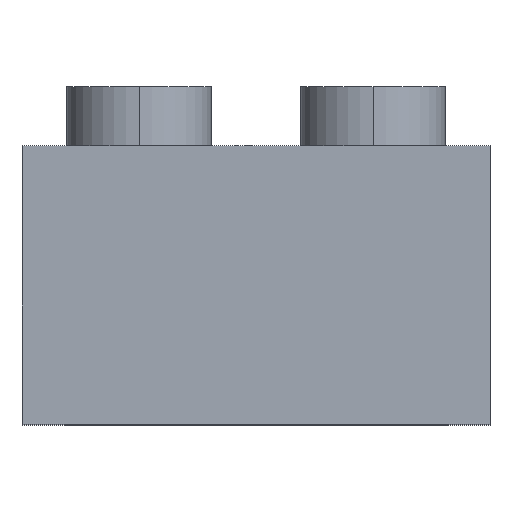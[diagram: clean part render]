
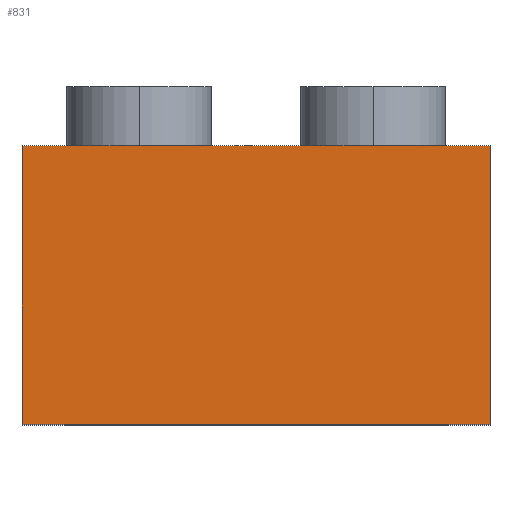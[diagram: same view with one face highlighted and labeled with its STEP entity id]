
A CAD part, top view. The second image highlights one B-rep face of the part: STEP entity #831.
In plain terms, the highlighted planar face has unit normal (0, 0, 1).
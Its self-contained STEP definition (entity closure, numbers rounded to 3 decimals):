
#7 = VECTOR ( 'NONE', #423, 1000. ) ;
#49 = VERTEX_POINT ( 'NONE', #116 ) ;
#56 = VERTEX_POINT ( 'NONE', #467 ) ;
#62 = ORIENTED_EDGE ( 'NONE', *, *, #616, .T. ) ;
#114 = VERTEX_POINT ( 'NONE', #1111 ) ;
#116 = CARTESIAN_POINT ( 'NONE',  ( 15.8, 4.7, 0. ) ) ;
#120 = DIRECTION ( 'NONE',  ( 0., -1., 0. ) ) ;
#145 = CARTESIAN_POINT ( 'NONE',  ( 0., 4.7, 0. ) ) ;
#176 = EDGE_CURVE ( 'NONE', #56, #295, #832, .T. ) ;
#185 = DIRECTION ( 'NONE',  ( 1., 0., 0. ) ) ;
#193 = CARTESIAN_POINT ( 'NONE',  ( 0., -4.7, 0. ) ) ;
#196 = PLANE ( 'NONE',  #460 ) ;
#258 = ORIENTED_EDGE ( 'NONE', *, *, #943, .F. ) ;
#295 = VERTEX_POINT ( 'NONE', #193 ) ;
#325 = ORIENTED_EDGE ( 'NONE', *, *, #176, .T. ) ;
#351 = LINE ( 'NONE', #707, #1106 ) ;
#423 = DIRECTION ( 'NONE',  ( 1., 0., 0. ) ) ;
#460 = AXIS2_PLACEMENT_3D ( 'NONE', #466, #644, #998 ) ;
#466 = CARTESIAN_POINT ( 'NONE',  ( 15.8, 4.7, 0. ) ) ;
#467 = CARTESIAN_POINT ( 'NONE',  ( 0., 4.7, 0. ) ) ;
#469 = ORIENTED_EDGE ( 'NONE', *, *, #988, .F. ) ;
#508 = VECTOR ( 'NONE', #781, 1000. ) ;
#616 = EDGE_CURVE ( 'NONE', #295, #114, #351, .T. ) ;
#641 = VECTOR ( 'NONE', #120, 1000. ) ;
#644 = DIRECTION ( 'NONE',  ( 0., 0., -1. ) ) ;
#680 = EDGE_LOOP ( 'NONE', ( #62, #469, #258, #325 ) ) ;
#707 = CARTESIAN_POINT ( 'NONE',  ( 15.8, -4.7, 0. ) ) ;
#781 = DIRECTION ( 'NONE',  ( 0., -1., 0. ) ) ;
#799 = CARTESIAN_POINT ( 'NONE',  ( 15.8, 4.7, 0. ) ) ;
#831 = ADVANCED_FACE ( 'NONE', ( #992 ), #196, .F. ) ;
#832 = LINE ( 'NONE', #145, #641 ) ;
#943 = EDGE_CURVE ( 'NONE', #56, #49, #1099, .T. ) ;
#988 = EDGE_CURVE ( 'NONE', #49, #114, #1134, .T. ) ;
#992 = FACE_OUTER_BOUND ( 'NONE', #680, .T. ) ;
#998 = DIRECTION ( 'NONE',  ( -1., 0., 0. ) ) ;
#1027 = CARTESIAN_POINT ( 'NONE',  ( 15.8, 4.7, 0. ) ) ;
#1099 = LINE ( 'NONE', #1027, #7 ) ;
#1106 = VECTOR ( 'NONE', #185, 1000. ) ;
#1111 = CARTESIAN_POINT ( 'NONE',  ( 15.8, -4.7, 0. ) ) ;
#1134 = LINE ( 'NONE', #799, #508 ) ;
